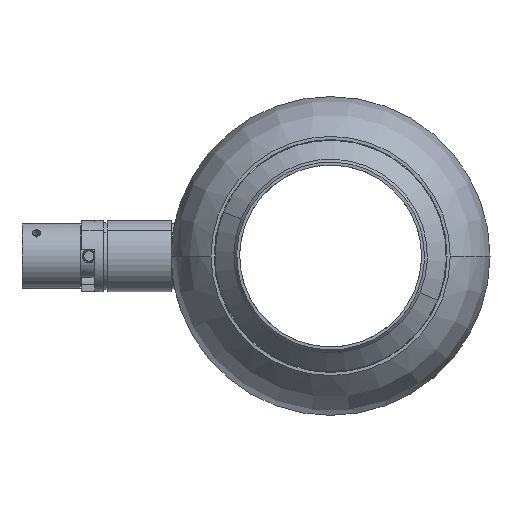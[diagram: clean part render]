
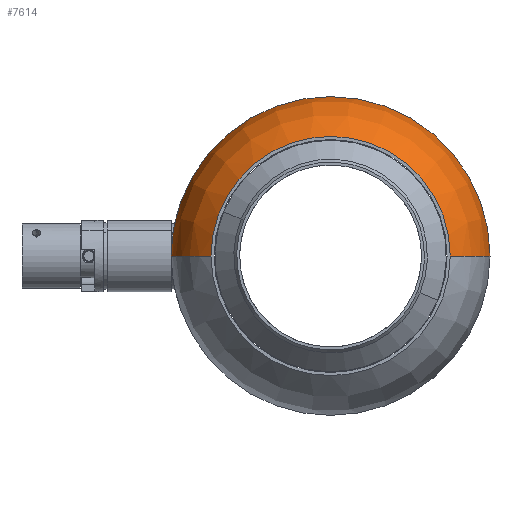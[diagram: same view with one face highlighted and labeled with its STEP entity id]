
A CAD part, left-side view. The second image highlights one B-rep face of the part: STEP entity #7614.
In plain terms, the highlighted toroidal (fillet/blend) face has major radius 40.481 mm and minor radius 69.019 mm.
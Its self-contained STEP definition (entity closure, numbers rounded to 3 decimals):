
#112 = CARTESIAN_POINT ( 'NONE',  ( -55., 0., 0. ) ) ;
#345 = ORIENTED_EDGE ( 'NONE', *, *, #1915, .F. ) ;
#384 = CARTESIAN_POINT ( 'NONE',  ( -110., -82.177, 0. ) ) ;
#874 = CARTESIAN_POINT ( 'NONE',  ( -55., 109.5, 0. ) ) ;
#1129 = CARTESIAN_POINT ( 'NONE',  ( -55., -109.5, 0. ) ) ;
#1435 = TOROIDAL_SURFACE ( 'NONE', #6010, 40.481, 69.019 ) ;
#1583 = DIRECTION ( 'NONE',  ( 0., -1., 0. ) ) ;
#1710 = CARTESIAN_POINT ( 'NONE',  ( -110., 0., 0. ) ) ;
#1824 = CARTESIAN_POINT ( 'NONE',  ( -55., -40.481, 0. ) ) ;
#1915 = EDGE_CURVE ( 'NONE', #2485, #4254, #3274, .T. ) ;
#1961 = ORIENTED_EDGE ( 'NONE', *, *, #3474, .T. ) ;
#2205 = EDGE_CURVE ( 'NONE', #4254, #4780, #3740, .T. ) ;
#2257 = ORIENTED_EDGE ( 'NONE', *, *, #4903, .T. ) ;
#2485 = VERTEX_POINT ( 'NONE', #1129 ) ;
#2817 = DIRECTION ( 'NONE',  ( -1., 0., 0. ) ) ;
#3274 = CIRCLE ( 'NONE', #7147, 69.019 ) ;
#3474 = EDGE_CURVE ( 'NONE', #2485, #5821, #8893, .T. ) ;
#3545 = CARTESIAN_POINT ( 'NONE',  ( -55., 0., 0. ) ) ;
#3740 = CIRCLE ( 'NONE', #8920, 82.177 ) ;
#4041 = DIRECTION ( 'NONE',  ( 0., -1., 0. ) ) ;
#4254 = VERTEX_POINT ( 'NONE', #384 ) ;
#4301 = ORIENTED_EDGE ( 'NONE', *, *, #2205, .F. ) ;
#4429 = DIRECTION ( 'NONE',  ( -1., 0., 0. ) ) ;
#4780 = VERTEX_POINT ( 'NONE', #6390 ) ;
#4903 = EDGE_CURVE ( 'NONE', #5821, #4780, #7860, .T. ) ;
#5197 = DIRECTION ( 'NONE',  ( 0., 0., -1. ) ) ;
#5821 = VERTEX_POINT ( 'NONE', #874 ) ;
#6010 = AXIS2_PLACEMENT_3D ( 'NONE', #112, #4429, #8617 ) ;
#6220 = DIRECTION ( 'NONE',  ( 0., 0., 1. ) ) ;
#6369 = AXIS2_PLACEMENT_3D ( 'NONE', #7659, #6220, #4041 ) ;
#6390 = CARTESIAN_POINT ( 'NONE',  ( -110., 82.177, 0. ) ) ;
#7147 = AXIS2_PLACEMENT_3D ( 'NONE', #1824, #5197, #7373 ) ;
#7268 = AXIS2_PLACEMENT_3D ( 'NONE', #3545, #2817, #1583 ) ;
#7373 = DIRECTION ( 'NONE',  ( -1., 0., 0. ) ) ;
#7579 = EDGE_LOOP ( 'NONE', ( #1961, #2257, #4301, #345 ) ) ;
#7614 = ADVANCED_FACE ( 'NONE', ( #7827 ), #1435, .T. ) ;
#7659 = CARTESIAN_POINT ( 'NONE',  ( -55., 40.481, 0. ) ) ;
#7827 = FACE_OUTER_BOUND ( 'NONE', #7579, .T. ) ;
#7860 = CIRCLE ( 'NONE', #6369, 69.019 ) ;
#8002 = DIRECTION ( 'NONE',  ( -1., 0., 0. ) ) ;
#8617 = DIRECTION ( 'NONE',  ( 0., -1., 0. ) ) ;
#8820 = DIRECTION ( 'NONE',  ( 0., -1., 0. ) ) ;
#8893 = CIRCLE ( 'NONE', #7268, 109.5 ) ;
#8920 = AXIS2_PLACEMENT_3D ( 'NONE', #1710, #8002, #8820 ) ;
